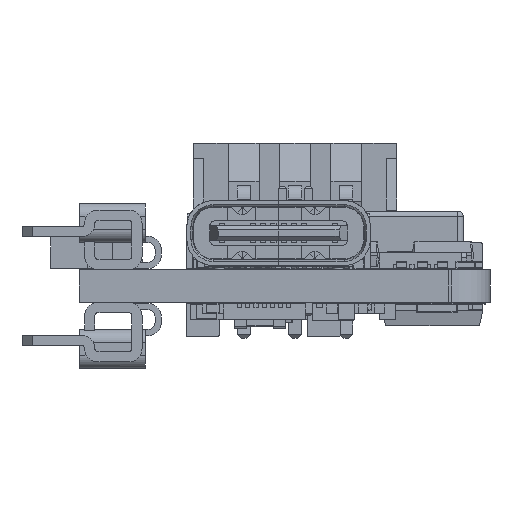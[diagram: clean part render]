
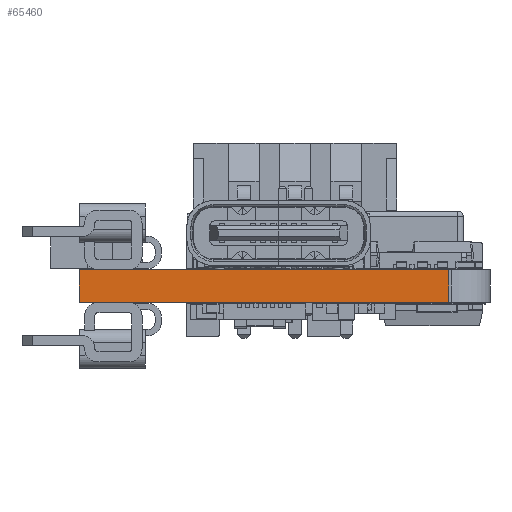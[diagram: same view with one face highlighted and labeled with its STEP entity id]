
A CAD part, left-side view. The second image highlights one B-rep face of the part: STEP entity #65460.
In plain terms, the highlighted planar face has unit normal (-1, 0, 0).
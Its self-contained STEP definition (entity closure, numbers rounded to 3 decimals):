
#64441 = VERTEX_POINT('',#64442);
#64442 = CARTESIAN_POINT('',(-22.5,10.,0.));
#64448 = EDGE_CURVE('',#64449,#64441,#64451,.T.);
#64449 = VERTEX_POINT('',#64450);
#64450 = CARTESIAN_POINT('',(-22.5,-8.,0.));
#64451 = LINE('',#64452,#64453);
#64452 = CARTESIAN_POINT('',(-22.5,-8.,0.));
#64453 = VECTOR('',#64454,1.);
#64454 = DIRECTION('',(0.,1.,0.));
#64937 = VERTEX_POINT('',#64938);
#64938 = CARTESIAN_POINT('',(-22.5,10.,1.6));
#64944 = EDGE_CURVE('',#64945,#64937,#64947,.T.);
#64945 = VERTEX_POINT('',#64946);
#64946 = CARTESIAN_POINT('',(-22.5,-8.,1.6));
#64947 = LINE('',#64948,#64949);
#64948 = CARTESIAN_POINT('',(-22.5,-8.,1.6));
#64949 = VECTOR('',#64950,1.);
#64950 = DIRECTION('',(0.,1.,0.));
#65430 = EDGE_CURVE('',#64441,#64937,#65431,.T.);
#65431 = LINE('',#65432,#65433);
#65432 = CARTESIAN_POINT('',(-22.5,10.,0.));
#65433 = VECTOR('',#65434,1.);
#65434 = DIRECTION('',(0.,0.,1.));
#65460 = ADVANCED_FACE('',(#65461),#65472,.T.);
#65461 = FACE_BOUND('',#65462,.T.);
#65462 = EDGE_LOOP('',(#65463,#65469,#65470,#65471));
#65463 = ORIENTED_EDGE('',*,*,#65464,.T.);
#65464 = EDGE_CURVE('',#64449,#64945,#65465,.T.);
#65465 = LINE('',#65466,#65467);
#65466 = CARTESIAN_POINT('',(-22.5,-8.,0.));
#65467 = VECTOR('',#65468,1.);
#65468 = DIRECTION('',(0.,0.,1.));
#65469 = ORIENTED_EDGE('',*,*,#64944,.T.);
#65470 = ORIENTED_EDGE('',*,*,#65430,.F.);
#65471 = ORIENTED_EDGE('',*,*,#64448,.F.);
#65472 = PLANE('',#65473);
#65473 = AXIS2_PLACEMENT_3D('',#65474,#65475,#65476);
#65474 = CARTESIAN_POINT('',(-22.5,-8.,0.));
#65475 = DIRECTION('',(-1.,0.,0.));
#65476 = DIRECTION('',(0.,1.,0.));
